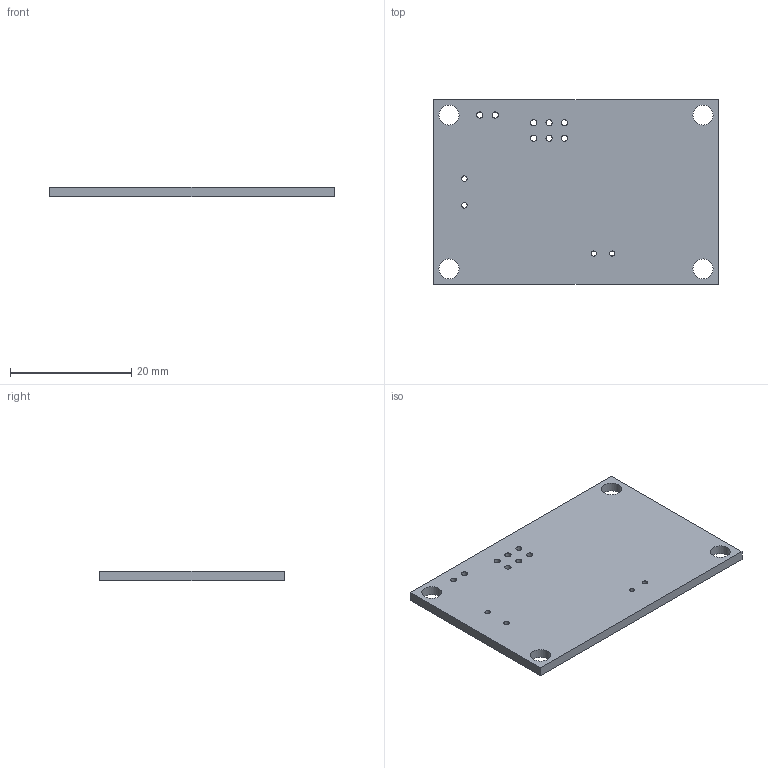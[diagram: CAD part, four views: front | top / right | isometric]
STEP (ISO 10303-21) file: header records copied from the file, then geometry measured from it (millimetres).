
FILE_DESCRIPTION(('KiCad electronic assembly'),'2;1');
FILE_NAME('boardKicad.step','2022-08-22T10:26:09',('Pcbnew'),('Kicad'), 'Open CASCADE STEP processor 7.6','KiCad to STEP converter','Unknown' );
FILE_SCHEMA(('AUTOMOTIVE_DESIGN { 1 0 10303 214 1 1 1 1 }'));
Length unit declared in the file: millimetre
Products named in the file (2): boardKicad 1; _autosave-boardKicad PCB
Assembly tree (1 placements, depth 2):
  boardKicad 1
    _autosave-boardKicad PCB
Bounding box: 46.99 x 30.48 x 1.6 mm (x, y, z)
Volume: 2222.6 mm3; surface area: 3151 mm2
Topology: 1 solids, 1 shells, 22 faces, 60 edges, 40 vertices
Faces by surface type: cylinder 16, plane 6
Full cylindrical faces by diameter (mm): 0.85 x2, 0.9 x2, 1.016 x8, 3.302 x4
Entity records: 1703 total; most frequent: CARTESIAN_POINT 436, DIRECTION 228, ORIENTED_EDGE 120, PCURVE 120, DEFINITIONAL_REPRESENTATION 120, LINE 116, VECTOR 116, EDGE_CURVE 60
